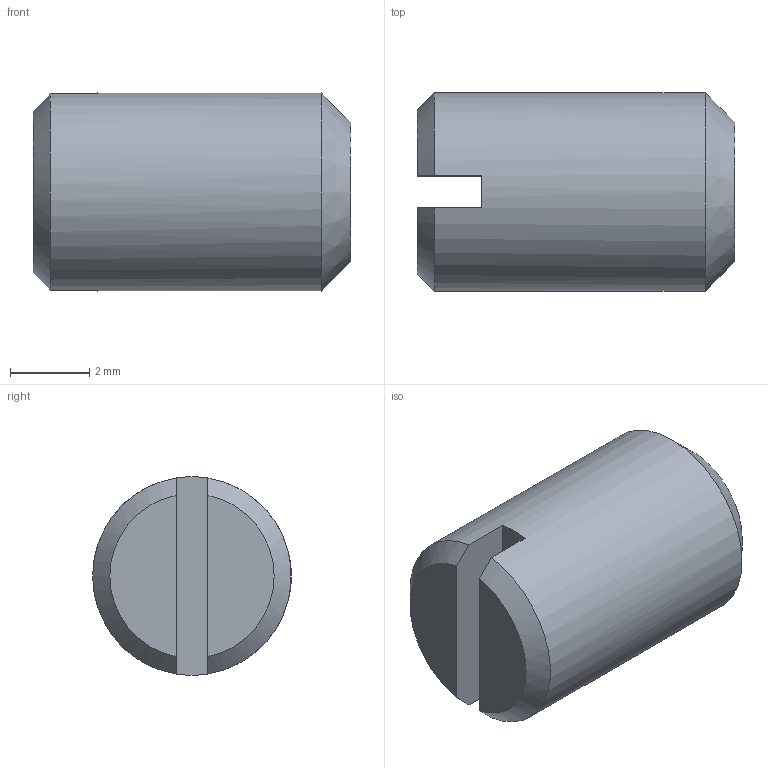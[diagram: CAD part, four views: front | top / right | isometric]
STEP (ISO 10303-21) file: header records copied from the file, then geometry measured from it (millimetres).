
FILE_DESCRIPTION(('STEP AP203'), '1');
FILE_NAME(' Âèíò À.Ì5-6gx8 ÃÎÑÒ 1477-93', '', ('UNSPECIFIED'), ('UNSPECIFIED'), 'ASCON STEP Converter 1.6', 'ASCON Math Kernel', '');
FILE_SCHEMA(('CONFIG_CONTROL_DESIGN'));
Length unit declared in the file: millimetre
Products named in the file (1): 26
Bounding box: 8 x 5 x 5 mm (x, y, z)
Volume: 145.4 mm3; surface area: 166.6 mm2
Topology: 1 solids, 1 shells, 10 faces, 23 edges, 15 vertices
Faces by surface type: plane 6, cone 3, cylinder 1
Full cylindrical faces by diameter (mm): 5 x1
Entity records: 410 total; most frequent: CARTESIAN_POINT 67, DIRECTION 48, ORIENTED_EDGE 42, EDGE_CURVE 21, AXIS2_PLACEMENT_3D 20, VERTEX_POINT 15, EDGE_LOOP 12, COLOUR_RGB 11
